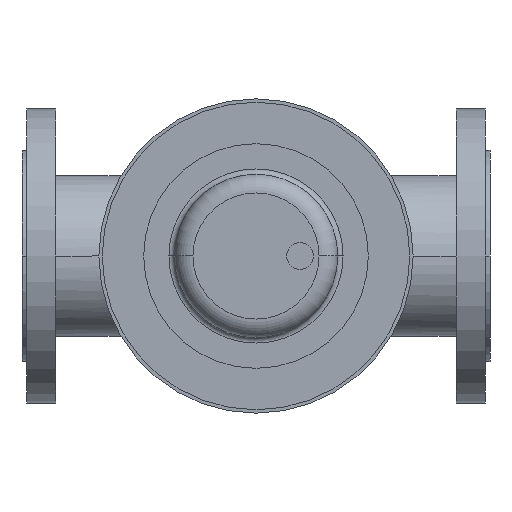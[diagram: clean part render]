
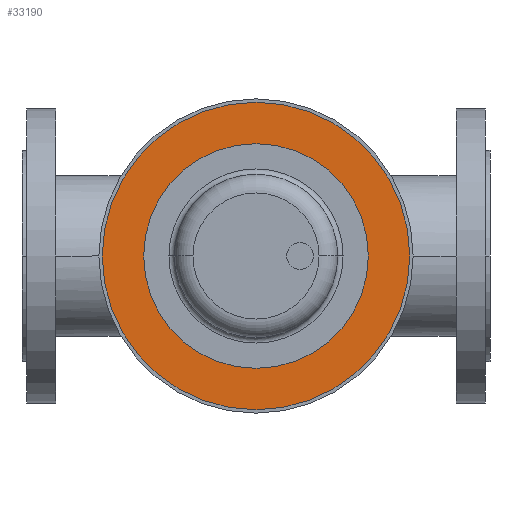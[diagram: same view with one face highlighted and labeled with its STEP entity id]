
A CAD part, front view. The second image highlights one B-rep face of the part: STEP entity #33190.
In plain terms, the highlighted planar face has unit normal (0, -1, 0).
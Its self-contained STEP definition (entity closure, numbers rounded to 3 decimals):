
#13650=CARTESIAN_POINT('',(290.,-420.88,0.));
#13660=VERTEX_POINT('',#13650);
#13820=CARTESIAN_POINT('',(60.,-420.88,0.));
#13830=VERTEX_POINT('',#13820);
#13860=CARTESIAN_POINT('',(175.,-420.88,0.));
#13870=DIRECTION('',(0.,1.,0.));
#13880=DIRECTION('',(1.,0.,0.));
#13890=AXIS2_PLACEMENT_3D('',#13860,#13870,#13880);
#13900=CIRCLE('',#13890,115.);
#13910=EDGE_CURVE('',#13660,#13830,#13900,.T.);
#14120=CARTESIAN_POINT('',(135.,-420.88,0.));
#14130=VERTEX_POINT('',#14120);
#14180=CARTESIAN_POINT('',(175.,-420.88,0.));
#14190=DIRECTION('',(0.,1.,0.));
#14200=DIRECTION('',(1.,0.,0.));
#14210=AXIS2_PLACEMENT_3D('',#14180,#14190,#14200);
#14220=CIRCLE('',#14210,40.);
#14230=CARTESIAN_POINT('',(215.,-420.88,0.));
#14240=VERTEX_POINT('',#14230);
#14250=EDGE_CURVE('',#14130,#14240,#14220,.T.);
#33040=CARTESIAN_POINT('',(252.5,-420.88,0.));
#33050=DIRECTION('',(0.,-1.,0.));
#33060=DIRECTION('',(-1.,0.,0.));
#33070=AXIS2_PLACEMENT_3D('',#33040,#33050,#33060);
#33080=PLANE('',#33070);
#33090=EDGE_CURVE('',#13830,#13660,#13900,.T.);
#33100=ORIENTED_EDGE('',*,*,#33090,.F.);
#33110=ORIENTED_EDGE('',*,*,#13910,.F.);
#33120=EDGE_LOOP('',(#33110,#33100));
#33130=FACE_OUTER_BOUND('',#33120,.T.);
#33140=EDGE_CURVE('',#14240,#14130,#14220,.T.);
#33150=ORIENTED_EDGE('',*,*,#33140,.T.);
#33160=ORIENTED_EDGE('',*,*,#14250,.T.);
#33170=EDGE_LOOP('',(#33160,#33150));
#33180=FACE_BOUND('',#33170,.T.);
#33190=ADVANCED_FACE('',(#33130,#33180),#33080,.T.);
